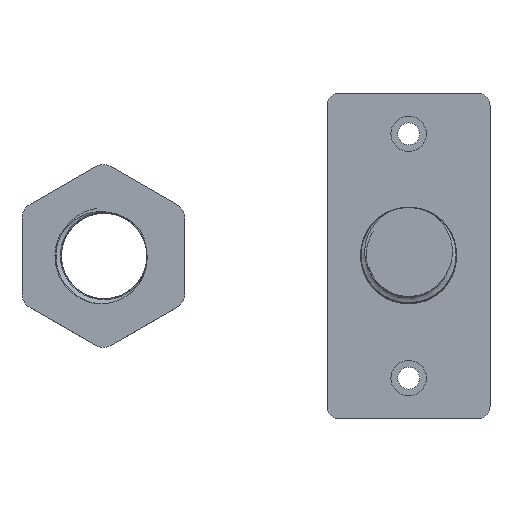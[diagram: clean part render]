
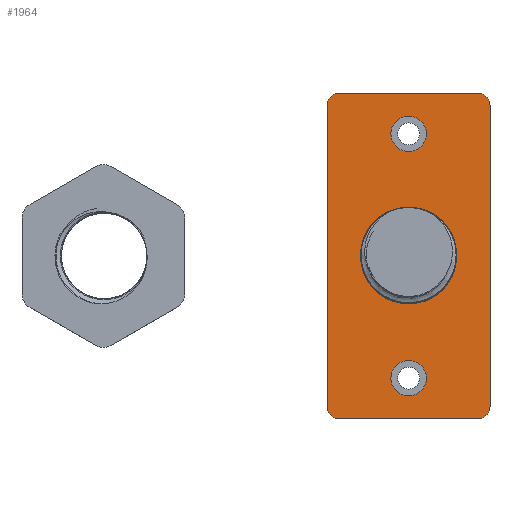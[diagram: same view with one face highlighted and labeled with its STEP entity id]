
A CAD part, top view. The second image highlights one B-rep face of the part: STEP entity #1964.
In plain terms, the highlighted planar face has unit normal (0, 0, 1).
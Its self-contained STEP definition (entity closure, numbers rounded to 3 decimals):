
#19=FACE_BOUND('',#251,.T.);
#20=FACE_BOUND('',#252,.T.);
#21=FACE_BOUND('',#253,.T.);
#34=PLANE('',#2104);
#139=FACE_OUTER_BOUND('',#250,.T.);
#250=EDGE_LOOP('',(#1659,#1660,#1661,#1662,#1663,#1664,#1665,#1666));
#251=EDGE_LOOP('',(#1667));
#252=EDGE_LOOP('',(#1668));
#253=EDGE_LOOP('',(#1669));
#284=CIRCLE('',#2037,11.782);
#290=CIRCLE('',#2078,4.35);
#294=CIRCLE('',#2085,4.35);
#297=CIRCLE('',#2091,3.);
#299=CIRCLE('',#2095,3.);
#301=CIRCLE('',#2099,3.);
#303=CIRCLE('',#2103,3.);
#547=LINE('',#17666,#652);
#551=LINE('',#17678,#656);
#555=LINE('',#17690,#660);
#559=LINE('',#17702,#664);
#652=VECTOR('',#2377,10.);
#656=VECTOR('',#2389,10.);
#660=VECTOR('',#2401,10.);
#664=VECTOR('',#2413,10.);
#756=VERTEX_POINT('',#3602);
#830=VERTEX_POINT('',#17639);
#834=VERTEX_POINT('',#17652);
#838=VERTEX_POINT('',#17663);
#839=VERTEX_POINT('',#17665);
#841=VERTEX_POINT('',#17671);
#843=VERTEX_POINT('',#17677);
#845=VERTEX_POINT('',#17683);
#847=VERTEX_POINT('',#17689);
#849=VERTEX_POINT('',#17695);
#851=VERTEX_POINT('',#17701);
#986=EDGE_CURVE('',#756,#756,#284,.T.);
#1100=EDGE_CURVE('',#830,#830,#290,.T.);
#1106=EDGE_CURVE('',#834,#834,#294,.T.);
#1112=EDGE_CURVE('',#839,#838,#547,.T.);
#1115=EDGE_CURVE('',#841,#839,#297,.T.);
#1118=EDGE_CURVE('',#843,#841,#551,.T.);
#1121=EDGE_CURVE('',#845,#843,#299,.T.);
#1124=EDGE_CURVE('',#847,#845,#555,.T.);
#1127=EDGE_CURVE('',#849,#847,#301,.T.);
#1130=EDGE_CURVE('',#851,#849,#559,.T.);
#1133=EDGE_CURVE('',#838,#851,#303,.T.);
#1659=ORIENTED_EDGE('',*,*,#1133,.T.);
#1660=ORIENTED_EDGE('',*,*,#1130,.T.);
#1661=ORIENTED_EDGE('',*,*,#1127,.T.);
#1662=ORIENTED_EDGE('',*,*,#1124,.T.);
#1663=ORIENTED_EDGE('',*,*,#1121,.T.);
#1664=ORIENTED_EDGE('',*,*,#1118,.T.);
#1665=ORIENTED_EDGE('',*,*,#1115,.T.);
#1666=ORIENTED_EDGE('',*,*,#1112,.T.);
#1667=ORIENTED_EDGE('',*,*,#986,.T.);
#1668=ORIENTED_EDGE('',*,*,#1100,.T.);
#1669=ORIENTED_EDGE('',*,*,#1106,.T.);
#1964=ADVANCED_FACE('',(#139,#19,#20,#21),#34,.T.);
#2037=AXIS2_PLACEMENT_3D('',#3604,#2238,#2239);
#2078=AXIS2_PLACEMENT_3D('',#17640,#2349,#2350);
#2085=AXIS2_PLACEMENT_3D('',#17653,#2365,#2366);
#2091=AXIS2_PLACEMENT_3D('',#17672,#2383,#2384);
#2095=AXIS2_PLACEMENT_3D('',#17684,#2395,#2396);
#2099=AXIS2_PLACEMENT_3D('',#17696,#2407,#2408);
#2103=AXIS2_PLACEMENT_3D('',#17706,#2419,#2420);
#2104=AXIS2_PLACEMENT_3D('',#17707,#2421,#2422);
#2238=DIRECTION('center_axis',(0.,0.,-1.));
#2239=DIRECTION('ref_axis',(1.,0.,0.));
#2349=DIRECTION('center_axis',(0.,0.,-1.));
#2350=DIRECTION('ref_axis',(1.,0.,0.));
#2365=DIRECTION('center_axis',(0.,0.,-1.));
#2366=DIRECTION('ref_axis',(1.,0.,0.));
#2377=DIRECTION('',(-1.,0.,0.));
#2383=DIRECTION('center_axis',(0.,0.,1.));
#2384=DIRECTION('ref_axis',(1.,0.,0.));
#2389=DIRECTION('',(0.,1.,0.));
#2395=DIRECTION('center_axis',(0.,0.,1.));
#2396=DIRECTION('ref_axis',(0.,-1.,0.));
#2401=DIRECTION('',(1.,0.,0.));
#2407=DIRECTION('center_axis',(0.,0.,1.));
#2408=DIRECTION('ref_axis',(-1.,0.,0.));
#2413=DIRECTION('',(0.,-1.,0.));
#2419=DIRECTION('center_axis',(0.,0.,1.));
#2420=DIRECTION('ref_axis',(0.,1.,0.));
#2421=DIRECTION('center_axis',(0.,0.,1.));
#2422=DIRECTION('ref_axis',(1.,0.,0.));
#3602=CARTESIAN_POINT('',(-11.782,0.,8.));
#3604=CARTESIAN_POINT('Origin',(0.,0.,8.));
#17639=CARTESIAN_POINT('',(-4.35,-30.,8.));
#17640=CARTESIAN_POINT('Origin',(0.,-30.,8.));
#17652=CARTESIAN_POINT('',(-4.35,30.,8.));
#17653=CARTESIAN_POINT('Origin',(0.,30.,8.));
#17663=CARTESIAN_POINT('',(-17.,40.,8.));
#17665=CARTESIAN_POINT('',(17.,40.,8.));
#17666=CARTESIAN_POINT('',(-17.,40.,8.));
#17671=CARTESIAN_POINT('',(20.,37.,8.));
#17672=CARTESIAN_POINT('Origin',(17.,37.,8.));
#17677=CARTESIAN_POINT('',(20.,-37.,8.));
#17678=CARTESIAN_POINT('',(20.,37.,8.));
#17683=CARTESIAN_POINT('',(17.,-40.,8.));
#17684=CARTESIAN_POINT('Origin',(17.,-37.,8.));
#17689=CARTESIAN_POINT('',(-17.,-40.,8.));
#17690=CARTESIAN_POINT('',(17.,-40.,8.));
#17695=CARTESIAN_POINT('',(-20.,-37.,8.));
#17696=CARTESIAN_POINT('Origin',(-17.,-37.,8.));
#17701=CARTESIAN_POINT('',(-20.,37.,8.));
#17702=CARTESIAN_POINT('',(-20.,-37.,8.));
#17706=CARTESIAN_POINT('Origin',(-17.,37.,8.));
#17707=CARTESIAN_POINT('Origin',(0.,0.,8.));
